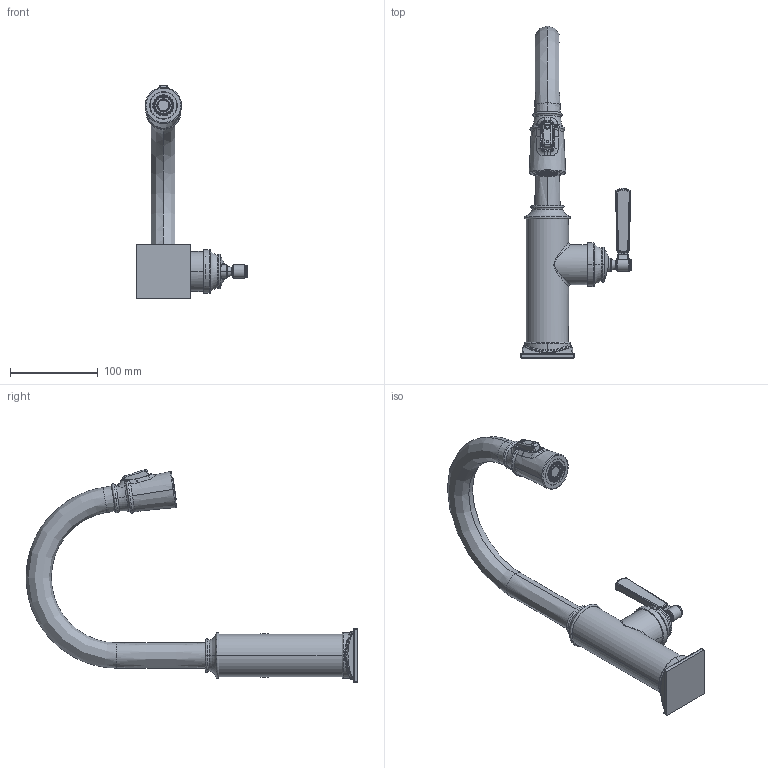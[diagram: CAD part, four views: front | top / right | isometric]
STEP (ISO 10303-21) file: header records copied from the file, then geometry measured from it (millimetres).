
FILE_DESCRIPTION((''),'2;1');
FILE_NAME('3170-5203_SW','2021-08-12T12:43:36',('rsmith'),(''),'CREO PARAMETRIC BY PTC INC, 2018400','CREO PARAMETRIC BY PTC INC, 2018400','');
FILE_SCHEMA(('AUTOMOTIVE_DESIGN { 1 0 10303 214 1 1 1 1 }'));
Length unit declared in the file: inch
Products named in the file (1): 3170-5203_SW
Bounding box: 126.75 x 379.15 x 243.16 mm (x, y, z)
Volume: 744279.2 mm3; surface area: 95371.3 mm2
Topology: 3 solids, 4 shells, 631 faces, 1433 edges, 853 vertices
Faces by surface type: bspline 173, cylinder 116, plane 111, torus 103, cone 90, sphere 32, extrusion 6
Entity records: 40470 total; most frequent: CARTESIAN_POINT 17487, ORIENTED_EDGE 2834, DIRECTION 2528, PRESENTATION_STYLE_ASSIGNMENT 2055, STYLED_ITEM 1426, CURVE_STYLE 1422, EDGE_CURVE 1417, AXIS2_PLACEMENT_3D 1116
